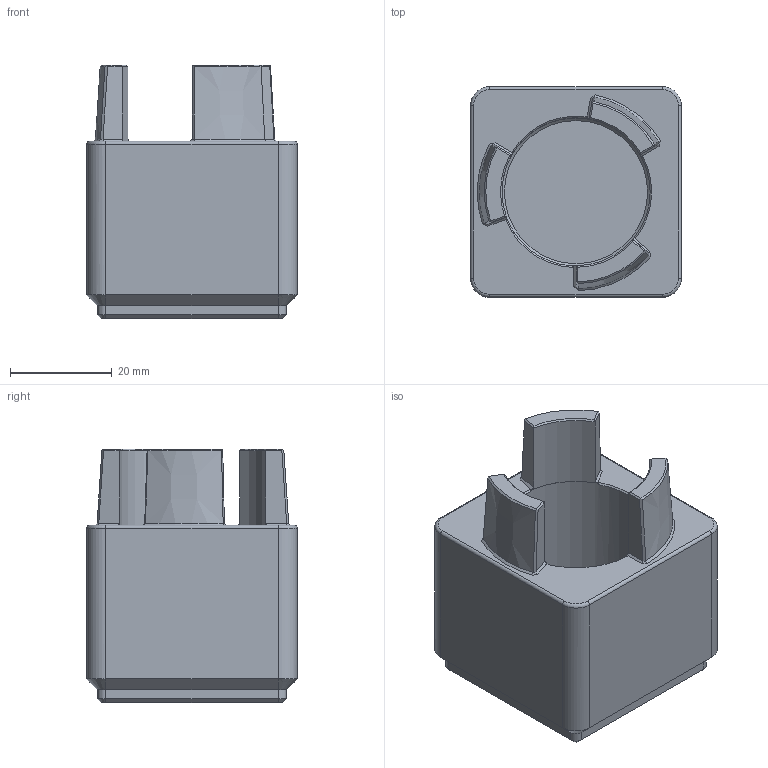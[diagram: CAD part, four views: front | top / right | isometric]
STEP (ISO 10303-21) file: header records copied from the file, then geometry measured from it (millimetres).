
FILE_DESCRIPTION(('FreeCAD Model'),'2;1');
FILE_NAME('Open CASCADE Shape Model','2023-06-03T15:26:15',(''),(''), 'Open CASCADE STEP processor 7.6','FreeCAD','Unknown');
FILE_SCHEMA(('AUTOMOTIVE_DESIGN { 1 0 10303 214 1 1 1 1 }'));
Length unit declared in the file: millimetre
Products named in the file (1): holder
Bounding box: 41.5 x 41.5 x 50 mm (x, y, z)
Volume: 40159.2 mm3; surface area: 13204.2 mm2
Topology: 1 solids, 1 shells, 131 faces, 321 edges, 201 vertices
Faces by surface type: plane 51, cylinder 35, cone 29, bspline 12, torus 4
Full cylindrical faces by diameter (mm): 3 x1, 29.2 x1
Entity records: 8768 total; most frequent: CARTESIAN_POINT 2492, DIRECTION 1115, ORIENTED_EDGE 648, PCURVE 648, DEFINITIONAL_REPRESENTATION 648, LINE 486, VECTOR 486, EDGE_CURVE 324
